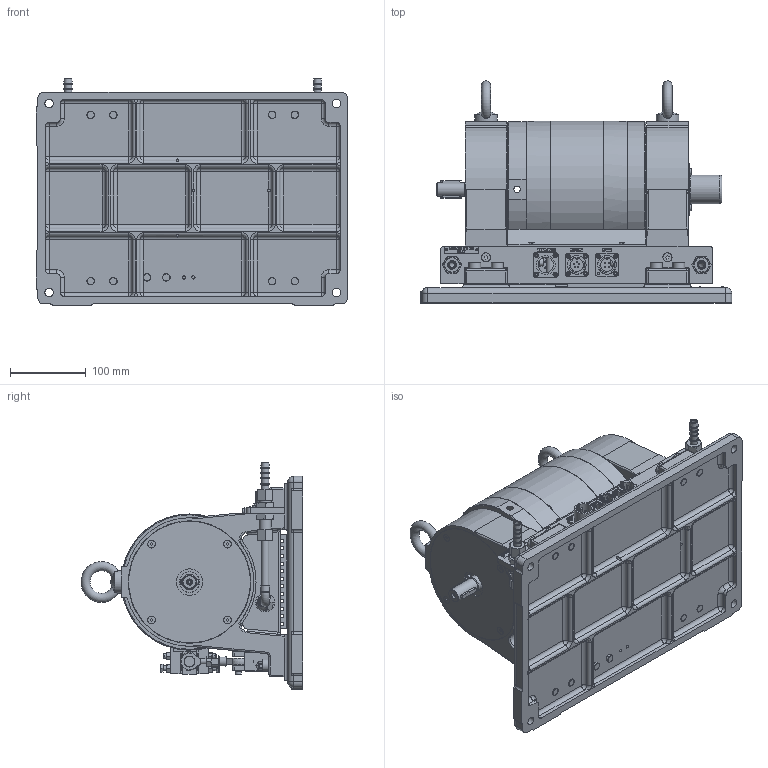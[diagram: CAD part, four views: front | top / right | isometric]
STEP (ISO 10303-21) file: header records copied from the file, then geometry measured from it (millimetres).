
FILE_DESCRIPTION (( 'STEP AP203' ), '1' );
FILE_NAME ('322-201-000-051_EF.STEP', '2014-01-06T06:16:19', ( 'ajoy' ), ( 'Microsoft' ), 'SwSTEP 2.0', 'SolidWorks 2012', '' );
FILE_SCHEMA (( 'CONFIG_CONTROL_DESIGN' ));
Length unit declared in the file: millimetre
Products named in the file (1): 322-201-000-051_EF
Bounding box: 412 x 293.49 x 300 mm (x, y, z)
Surface area: 825053.5 mm2 (no closed solid volume)
Topology: 0 solids, 225 shells, 1310 faces, 6217 edges, 4951 vertices
Faces by surface type: plane 600, cylinder 394, cone 117, torus 116, sphere 67, bspline 16
Full cylindrical faces by diameter (mm): 1.5 x8, 2.5 x2, 3.3 x4, 4 x1, 4.2 x2, 4.5 x1, 5.3 x1, 5.5 x11, 6 x4, 7 x6, 8 x3, 8.1 x1, 8.5 x7, 9 x1, 9.7 x2, 10 x30, 10.4 x6, 11 x14, 11.5 x7, 12 x6, 12.5 x3, 15 x1, 16 x13, 18 x9, 20 x2, 24.5 x2, 25 x3, 30 x2, 35 x1, 38 x1
Entity records: 69687 total; most frequent: CARTESIAN_POINT 25222, DIRECTION 8073, ORIENTED_EDGE 7734, EDGE_CURVE 5792, VERTEX_POINT 4856, VECTOR 2725, LINE 2725, AXIS2_PLACEMENT_3D 2674
